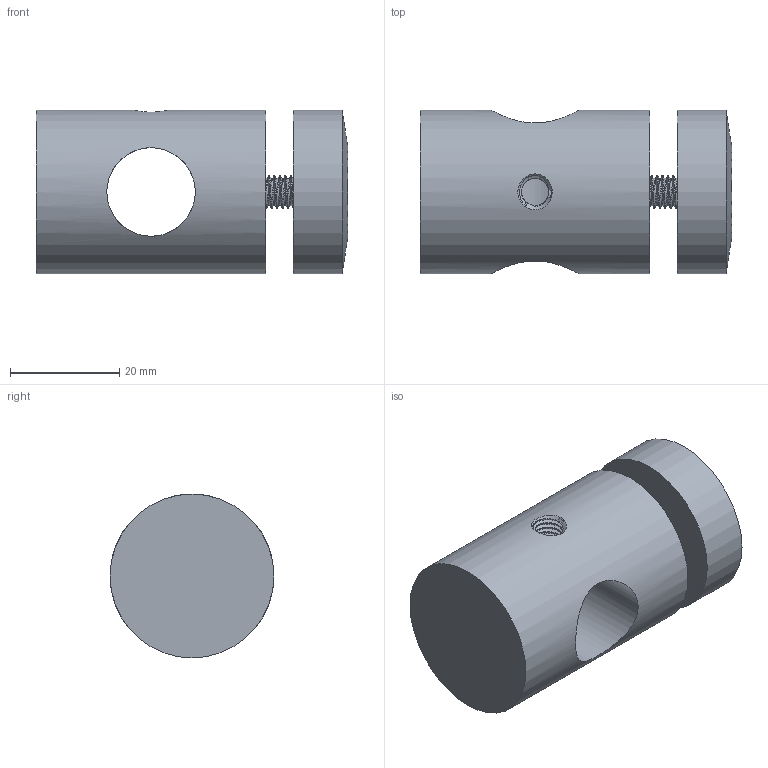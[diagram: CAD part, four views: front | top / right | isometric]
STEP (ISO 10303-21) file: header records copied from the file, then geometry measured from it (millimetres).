
FILE_DESCRIPTION(/* description */ (''),/* implementation_level */ '2;1');
FILE_NAME(/* name */ 'Glasklemmen_X111.stp',/* time_stamp */ '2017-08-09T15:25:56+02:00',/* author */ (''),/* organization */ (''),/* preprocessor_version */ 'ST-DEVELOPER v16',/* originating_system */ 'SIEMENS PLM Software NX 11.0',/* authorisation */ '');
FILE_SCHEMA (('AUTOMOTIVE_DESIGN { 1 0 10303 214 3 1 1 1 }'));
Length unit declared in the file: millimetre
Products named in the file (1): Goge0EC4D08Df659
Bounding box: 57 x 30 x 30 mm (x, y, z)
Volume: 30290.4 mm3; surface area: 9334.1 mm2
Topology: 2 solids, 2 shells, 36 faces, 86 edges, 57 vertices
Faces by surface type: plane 15, cylinder 11, bspline 8, cone 2
Full cylindrical faces by diameter (mm): 16.2 x1, 30 x2
Entity records: 9454 total; most frequent: CARTESIAN_POINT 8703, ORIENTED_EDGE 152, DIRECTION 107, EDGE_CURVE 76, VERTEX_POINT 54, EDGE_LOOP 52, AXIS2_PLACEMENT_3D 42, B_SPLINE_CURVE_WITH_KNOTS 40
